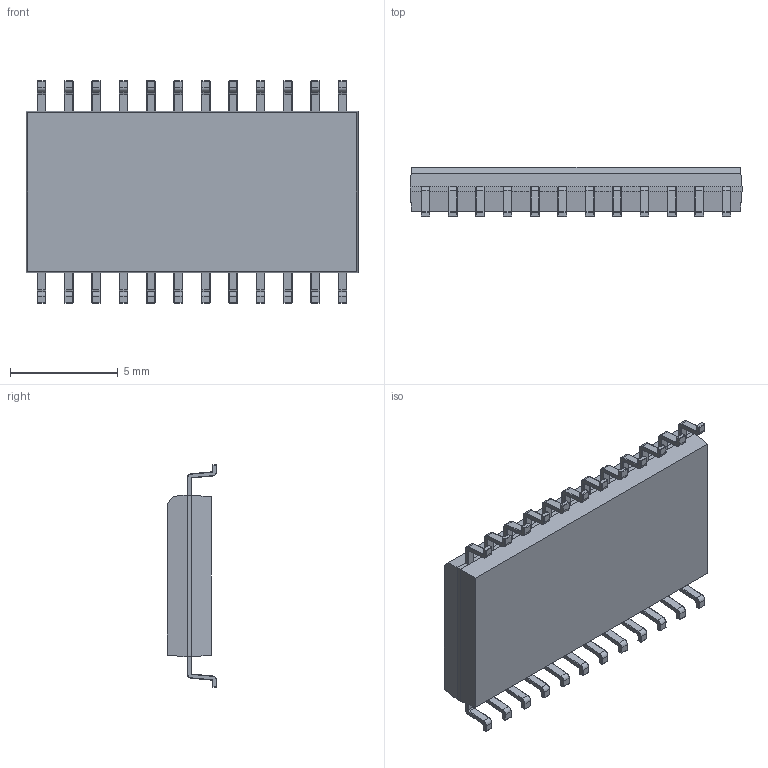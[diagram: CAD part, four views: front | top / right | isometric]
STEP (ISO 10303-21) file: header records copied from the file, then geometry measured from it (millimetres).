
FILE_DESCRIPTION (( 'STEP AP214' ), '1' );
FILE_NAME ('Package_SOIC-24_7.STEP', '2018-07-01T19:12:59', ( '' ), ( '' ), 'SwSTEP 2.0', 'SolidWorks 2018', '' );
FILE_SCHEMA (( 'AUTOMOTIVE_DESIGN' ));
Length unit declared in the file: millimetre
Products named in the file (1): Package_SOIC-24_7
Bounding box: 15.4 x 2.3 x 10.3 mm (x, y, z)
Volume: 244.5 mm3; surface area: 488.4 mm2
Topology: 13 solids, 13 shells, 906 faces, 2053 edges, 1078 vertices
Faces by surface type: cylinder 434, torus 192, plane 184, sphere 96
Entity records: 24396 total; most frequent: DIRECTION 4831, CARTESIAN_POINT 3942, ORIENTED_EDGE 3914, AXIS2_PLACEMENT_3D 1967, EDGE_CURVE 1957, VERTEX_POINT 1078, CIRCLE 1060, EDGE_LOOP 907
